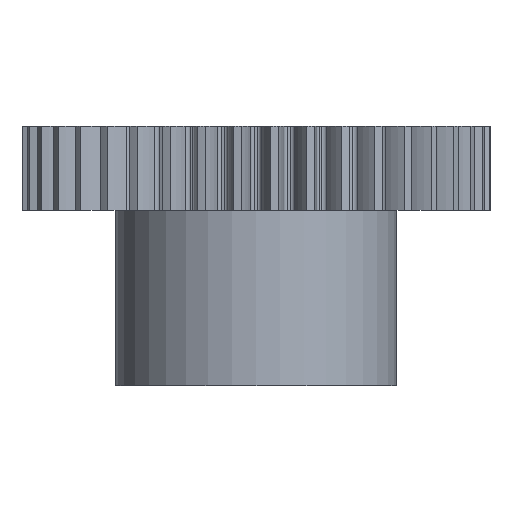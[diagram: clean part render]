
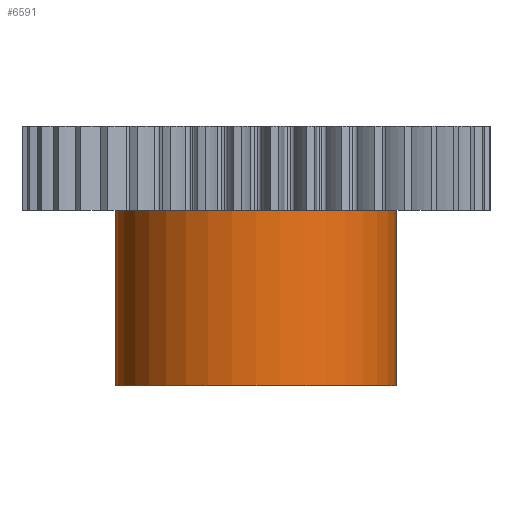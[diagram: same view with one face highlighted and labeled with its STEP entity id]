
A CAD part, front view. The second image highlights one B-rep face of the part: STEP entity #6591.
In plain terms, the highlighted cylindrical face has radius 20 mm (diameter 40 mm), a partial arc.
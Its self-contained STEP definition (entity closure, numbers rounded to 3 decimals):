
#3897 = DIRECTION ( 'NONE',  ( 0., 0., 1. ) ) ;
#3898 = VECTOR ( 'NONE', #3897, 1000. ) ;
#3899 = CARTESIAN_POINT ( 'NONE',  ( -20., 0., -25. ) ) ;
#3900 = LINE ( 'NONE', #3899, #3898 ) ;
#3927 = CARTESIAN_POINT ( 'NONE',  ( -20., 0., 0. ) ) ;
#3929 = CARTESIAN_POINT ( 'NONE',  ( -20., 0., -25. ) ) ;
#3933 = CARTESIAN_POINT ( 'NONE',  ( 20., 0., -25. ) ) ;
#3946 = CARTESIAN_POINT ( 'NONE',  ( 20., 0., 0. ) ) ;
#4184 = DIRECTION ( 'NONE',  ( 0., 0., 1. ) ) ;
#4185 = VECTOR ( 'NONE', #4184, 1000. ) ;
#4186 = CARTESIAN_POINT ( 'NONE',  ( 20., 0., -25. ) ) ;
#4187 = LINE ( 'NONE', #4186, #4185 ) ;
#5015 = VERTEX_POINT ( 'NONE', #3929 ) ;
#5016 = VERTEX_POINT ( 'NONE', #3927 ) ;
#5021 = VERTEX_POINT ( 'NONE', #3946 ) ;
#5027 = VERTEX_POINT ( 'NONE', #3933 ) ;
#5030 = EDGE_CURVE ( 'NONE', #5015, #5016, #3900, .T. ) ;
#5086 = EDGE_CURVE ( 'NONE', #5027, #5021, #4187, .T. ) ;
#5863 = EDGE_CURVE ( 'NONE', #5016, #5021, #7717, .T. ) ;
#6591 = ADVANCED_FACE ( 'NONE', ( #8676 ), #8662, .T. ) ;
#6592 = EDGE_CURVE ( 'NONE', #5015, #5027, #8654, .T. ) ;
#6593 = ORIENTED_EDGE ( 'NONE', *, *, #5863, .F. ) ;
#6594 = ORIENTED_EDGE ( 'NONE', *, *, #5086, .T. ) ;
#6841 = ORIENTED_EDGE ( 'NONE', *, *, #6592, .T. ) ;
#6847 = EDGE_LOOP ( 'NONE', ( #6848, #6841, #6594, #6593 ) ) ;
#6848 = ORIENTED_EDGE ( 'NONE', *, *, #5030, .F. ) ;
#7704 = DIRECTION ( 'NONE',  ( 1., 0., 0. ) ) ;
#7705 = DIRECTION ( 'NONE',  ( 0., 0., 1. ) ) ;
#7706 = CARTESIAN_POINT ( 'NONE',  ( 0., 0., 0. ) ) ;
#7712 = AXIS2_PLACEMENT_3D ( 'NONE', #7706, #7705, #7704 ) ;
#7717 = CIRCLE ( 'NONE', #7712, 20. ) ;
#8651 = DIRECTION ( 'NONE',  ( 0., 0., 1. ) ) ;
#8652 = CARTESIAN_POINT ( 'NONE',  ( 0., 0., -25. ) ) ;
#8654 = CIRCLE ( 'NONE', #8699, 20. ) ;
#8655 = AXIS2_PLACEMENT_3D ( 'NONE', #8652, #8706, #8705 ) ;
#8662 = CYLINDRICAL_SURFACE ( 'NONE', #8655, 20. ) ;
#8676 = FACE_OUTER_BOUND ( 'NONE', #6847, .T. ) ;
#8698 = DIRECTION ( 'NONE',  ( 1., 0., 0. ) ) ;
#8699 = AXIS2_PLACEMENT_3D ( 'NONE', #8707, #8651, #8698 ) ;
#8705 = DIRECTION ( 'NONE',  ( 1., 0., 0. ) ) ;
#8706 = DIRECTION ( 'NONE',  ( 0., 0., 1. ) ) ;
#8707 = CARTESIAN_POINT ( 'NONE',  ( 0., 0., -25. ) ) ;
